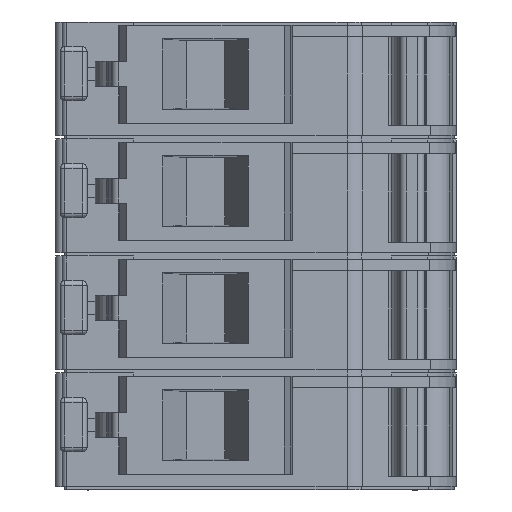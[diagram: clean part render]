
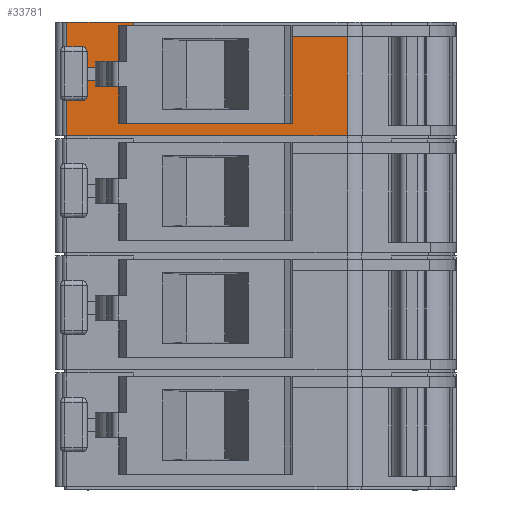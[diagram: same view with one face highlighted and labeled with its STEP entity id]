
A CAD part, front view. The second image highlights one B-rep face of the part: STEP entity #33781.
In plain terms, the highlighted planar face has unit normal (0, -1, 0).
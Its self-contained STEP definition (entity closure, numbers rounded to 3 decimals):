
#73 = CARTESIAN_POINT ( 'NONE',  ( -22.396, 7.79, 2.206 ) ) ;
#462 = CARTESIAN_POINT ( 'NONE',  ( -12.904, 7.79, -2.844 ) ) ;
#624 = VECTOR ( 'NONE', #14638, 1000. ) ;
#765 = CARTESIAN_POINT ( 'NONE',  ( -25.359, 7.79, -2.844 ) ) ;
#771 = VECTOR ( 'NONE', #9232, 1000. ) ;
#848 = LINE ( 'NONE', #2123, #22247 ) ;
#1061 = DIRECTION ( 'NONE',  ( -1., 0., 0. ) ) ;
#1480 = VERTEX_POINT ( 'NONE', #73 ) ;
#2123 = CARTESIAN_POINT ( 'NONE',  ( -12.904, 7.79, 1.556 ) ) ;
#3062 = EDGE_CURVE ( 'NONE', #16401, #24430, #19271, .T. ) ;
#3106 = EDGE_CURVE ( 'NONE', #33678, #24872, #20856, .T. ) ;
#3279 = CARTESIAN_POINT ( 'NONE',  ( -12.904, 7.79, -2.844 ) ) ;
#3799 = VERTEX_POINT ( 'NONE', #27123 ) ;
#4612 = CARTESIAN_POINT ( 'NONE',  ( -22.396, 7.79, 2.056 ) ) ;
#4757 = FACE_OUTER_BOUND ( 'NONE', #23890, .T. ) ;
#4773 = VECTOR ( 'NONE', #28859, 1000. ) ;
#5067 = ORIENTED_EDGE ( 'NONE', *, *, #6384, .F. ) ;
#5336 = DIRECTION ( 'NONE',  ( 0., 0., -1. ) ) ;
#5623 = DIRECTION ( 'NONE',  ( -1., 0., 0. ) ) ;
#5692 = CARTESIAN_POINT ( 'NONE',  ( -12.904, 7.79, 0.606 ) ) ;
#5710 = AXIS2_PLACEMENT_3D ( 'NONE', #12310, #15235, #1061 ) ;
#6384 = EDGE_CURVE ( 'NONE', #1480, #24807, #23230, .T. ) ;
#6554 = CARTESIAN_POINT ( 'NONE',  ( -22.396, 7.79, -2.994 ) ) ;
#6753 = EDGE_CURVE ( 'NONE', #21904, #33678, #24485, .T. ) ;
#7263 = CARTESIAN_POINT ( 'NONE',  ( -12.904, 7.79, -0.794 ) ) ;
#7279 = DIRECTION ( 'NONE',  ( 0., 0., -1. ) ) ;
#7307 = CARTESIAN_POINT ( 'NONE',  ( -23.046, 7.79, 2.056 ) ) ;
#7701 = LINE ( 'NONE', #8740, #19950 ) ;
#8118 = CARTESIAN_POINT ( 'NONE',  ( -25.359, 7.79, 0.606 ) ) ;
#8197 = ORIENTED_EDGE ( 'NONE', *, *, #3106, .F. ) ;
#8557 = VERTEX_POINT ( 'NONE', #12591 ) ;
#8740 = CARTESIAN_POINT ( 'NONE',  ( -25.359, 7.79, 2.206 ) ) ;
#8873 = VERTEX_POINT ( 'NONE', #7307 ) ;
#9232 = DIRECTION ( 'NONE',  ( -1., 0., 0. ) ) ;
#10550 = EDGE_CURVE ( 'NONE', #8557, #16401, #848, .T. ) ;
#10726 = CARTESIAN_POINT ( 'NONE',  ( -15.346, 7.79, -2.294 ) ) ;
#11479 = CARTESIAN_POINT ( 'NONE',  ( -12.904, 7.79, 2.056 ) ) ;
#12039 = DIRECTION ( 'NONE',  ( 0., 0., 1. ) ) ;
#12171 = VERTEX_POINT ( 'NONE', #10726 ) ;
#12310 = CARTESIAN_POINT ( 'NONE',  ( -12.904, 7.79, 2.156 ) ) ;
#12591 = CARTESIAN_POINT ( 'NONE',  ( -15.346, 7.79, 1.556 ) ) ;
#13123 = DIRECTION ( 'NONE',  ( 1., 0., 0. ) ) ;
#14638 = DIRECTION ( 'NONE',  ( 1., 0., 0. ) ) ;
#14695 = ORIENTED_EDGE ( 'NONE', *, *, #19093, .F. ) ;
#15180 = ORIENTED_EDGE ( 'NONE', *, *, #10550, .F. ) ;
#15235 = DIRECTION ( 'NONE',  ( 0., 1., 0. ) ) ;
#16372 = EDGE_CURVE ( 'NONE', #24430, #32912, #31363, .T. ) ;
#16401 = VERTEX_POINT ( 'NONE', #20723 ) ;
#16682 = LINE ( 'NONE', #11479, #32449 ) ;
#17419 = CARTESIAN_POINT ( 'NONE',  ( -15.346, 7.79, 2.156 ) ) ;
#17846 = ORIENTED_EDGE ( 'NONE', *, *, #27302, .F. ) ;
#19093 = EDGE_CURVE ( 'NONE', #24807, #8873, #16682, .T. ) ;
#19271 = LINE ( 'NONE', #22052, #25827 ) ;
#19739 = LINE ( 'NONE', #17419, #28917 ) ;
#19950 = VECTOR ( 'NONE', #31843, 1000. ) ;
#20723 = CARTESIAN_POINT ( 'NONE',  ( -12.904, 7.79, 1.556 ) ) ;
#20856 = LINE ( 'NONE', #5692, #33524 ) ;
#20966 = PLANE ( 'NONE',  #5710 ) ;
#21787 = ORIENTED_EDGE ( 'NONE', *, *, #32863, .F. ) ;
#21904 = VERTEX_POINT ( 'NONE', #29805 ) ;
#21926 = CARTESIAN_POINT ( 'NONE',  ( -25.359, 7.79, 2.156 ) ) ;
#22052 = CARTESIAN_POINT ( 'NONE',  ( -12.904, 7.79, 2.156 ) ) ;
#22247 = VECTOR ( 'NONE', #24484, 1000. ) ;
#22450 = VECTOR ( 'NONE', #35844, 1000. ) ;
#22796 = DIRECTION ( 'NONE',  ( -1., 0., 0. ) ) ;
#23230 = LINE ( 'NONE', #6554, #30251 ) ;
#23254 = CARTESIAN_POINT ( 'NONE',  ( -24.759, 7.79, 2.156 ) ) ;
#23334 = EDGE_CURVE ( 'NONE', #3799, #1480, #7701, .T. ) ;
#23687 = VECTOR ( 'NONE', #27373, 1000. ) ;
#23890 = EDGE_LOOP ( 'NONE', ( #26585, #24825, #21787, #14695, #5067, #31636, #24015, #8197, #24648, #17846, #27780, #30478, #30965, #15180 ) ) ;
#24015 = ORIENTED_EDGE ( 'NONE', *, *, #26279, .F. ) ;
#24430 = VERTEX_POINT ( 'NONE', #3279 ) ;
#24467 = EDGE_CURVE ( 'NONE', #25219, #12171, #33821, .T. ) ;
#24484 = DIRECTION ( 'NONE',  ( 1., 0., 0. ) ) ;
#24485 = LINE ( 'NONE', #23254, #31049 ) ;
#24552 = LINE ( 'NONE', #7263, #33725 ) ;
#24648 = ORIENTED_EDGE ( 'NONE', *, *, #6753, .F. ) ;
#24807 = VERTEX_POINT ( 'NONE', #4612 ) ;
#24825 = ORIENTED_EDGE ( 'NONE', *, *, #24467, .F. ) ;
#24872 = VERTEX_POINT ( 'NONE', #8118 ) ;
#24899 = EDGE_CURVE ( 'NONE', #32912, #26580, #29446, .T. ) ;
#25219 = VERTEX_POINT ( 'NONE', #35060 ) ;
#25827 = VECTOR ( 'NONE', #5336, 1000. ) ;
#25882 = CARTESIAN_POINT ( 'NONE',  ( -12.904, 7.79, -2.294 ) ) ;
#26016 = EDGE_CURVE ( 'NONE', #12171, #8557, #19739, .T. ) ;
#26279 = EDGE_CURVE ( 'NONE', #24872, #3799, #32013, .T. ) ;
#26400 = CARTESIAN_POINT ( 'NONE',  ( -23.046, 7.79, 2.156 ) ) ;
#26496 = CARTESIAN_POINT ( 'NONE',  ( -25.359, 7.79, -0.794 ) ) ;
#26580 = VERTEX_POINT ( 'NONE', #26496 ) ;
#26585 = ORIENTED_EDGE ( 'NONE', *, *, #26016, .F. ) ;
#27123 = CARTESIAN_POINT ( 'NONE',  ( -25.359, 7.79, 2.206 ) ) ;
#27302 = EDGE_CURVE ( 'NONE', #26580, #21904, #24552, .T. ) ;
#27373 = DIRECTION ( 'NONE',  ( 0., 0., 1. ) ) ;
#27780 = ORIENTED_EDGE ( 'NONE', *, *, #24899, .F. ) ;
#28805 = CARTESIAN_POINT ( 'NONE',  ( -24.759, 7.79, 0.606 ) ) ;
#28859 = DIRECTION ( 'NONE',  ( 0., 0., -1. ) ) ;
#28917 = VECTOR ( 'NONE', #12039, 1000. ) ;
#29446 = LINE ( 'NONE', #21926, #22450 ) ;
#29805 = CARTESIAN_POINT ( 'NONE',  ( -24.759, 7.79, -0.794 ) ) ;
#30251 = VECTOR ( 'NONE', #7279, 1000. ) ;
#30478 = ORIENTED_EDGE ( 'NONE', *, *, #16372, .F. ) ;
#30965 = ORIENTED_EDGE ( 'NONE', *, *, #3062, .F. ) ;
#31049 = VECTOR ( 'NONE', #31565, 1000. ) ;
#31363 = LINE ( 'NONE', #462, #771 ) ;
#31565 = DIRECTION ( 'NONE',  ( 0., 0., 1. ) ) ;
#31636 = ORIENTED_EDGE ( 'NONE', *, *, #23334, .F. ) ;
#31843 = DIRECTION ( 'NONE',  ( 1., 0., 0. ) ) ;
#32013 = LINE ( 'NONE', #33344, #23687 ) ;
#32449 = VECTOR ( 'NONE', #5623, 1000. ) ;
#32863 = EDGE_CURVE ( 'NONE', #8873, #25219, #34486, .T. ) ;
#32912 = VERTEX_POINT ( 'NONE', #765 ) ;
#33344 = CARTESIAN_POINT ( 'NONE',  ( -25.359, 7.79, -7.844 ) ) ;
#33524 = VECTOR ( 'NONE', #22796, 1000. ) ;
#33678 = VERTEX_POINT ( 'NONE', #28805 ) ;
#33725 = VECTOR ( 'NONE', #13123, 1000. ) ;
#33781 = ADVANCED_FACE ( 'NONE', ( #4757 ), #20966, .F. ) ;
#33821 = LINE ( 'NONE', #25882, #624 ) ;
#34486 = LINE ( 'NONE', #26400, #4773 ) ;
#35060 = CARTESIAN_POINT ( 'NONE',  ( -23.046, 7.79, -2.294 ) ) ;
#35844 = DIRECTION ( 'NONE',  ( 0., 0., 1. ) ) ;
